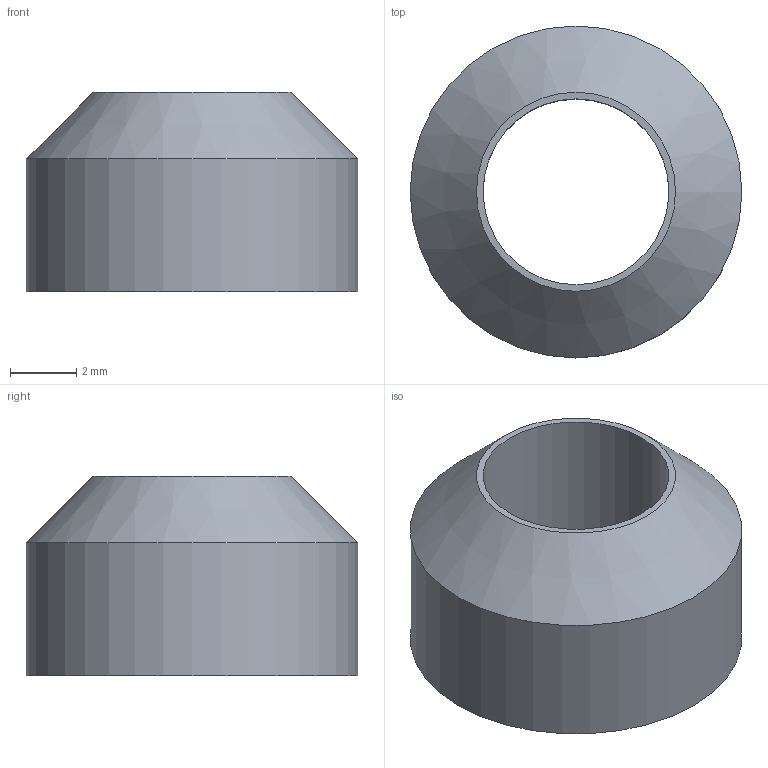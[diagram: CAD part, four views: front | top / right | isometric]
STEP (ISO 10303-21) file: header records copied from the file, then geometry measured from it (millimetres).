
FILE_DESCRIPTION(('FreeCAD Model'),'2;1');
FILE_NAME('wheelspacer-6mm-x4.step', '2021-05-22T12:22:45',('Author'),(''), 'Open CASCADE STEP processor 7.3','FreeCAD','Unknown');
FILE_SCHEMA(('AUTOMOTIVE_DESIGN { 1 0 10303 214 1 1 1 1 }'));
Length unit declared in the file: millimetre
Products named in the file (1): wheelspacer-6mm
Bounding box: 10 x 10 x 6 mm (x, y, z)
Volume: 269 mm3; surface area: 359.9 mm2
Topology: 1 solids, 1 shells, 5 faces, 8 edges, 5 vertices
Faces by surface type: cylinder 2, plane 2, cone 1
Full cylindrical faces by diameter (mm): 5.6 x1, 10 x1
Entity records: 272 total; most frequent: DIRECTION 39, CARTESIAN_POINT 37, ORIENTED_EDGE 16, PCURVE 16, DEFINITIONAL_REPRESENTATION 16, LINE 13, VECTOR 13, AXIS2_PLACEMENT_3D 11
